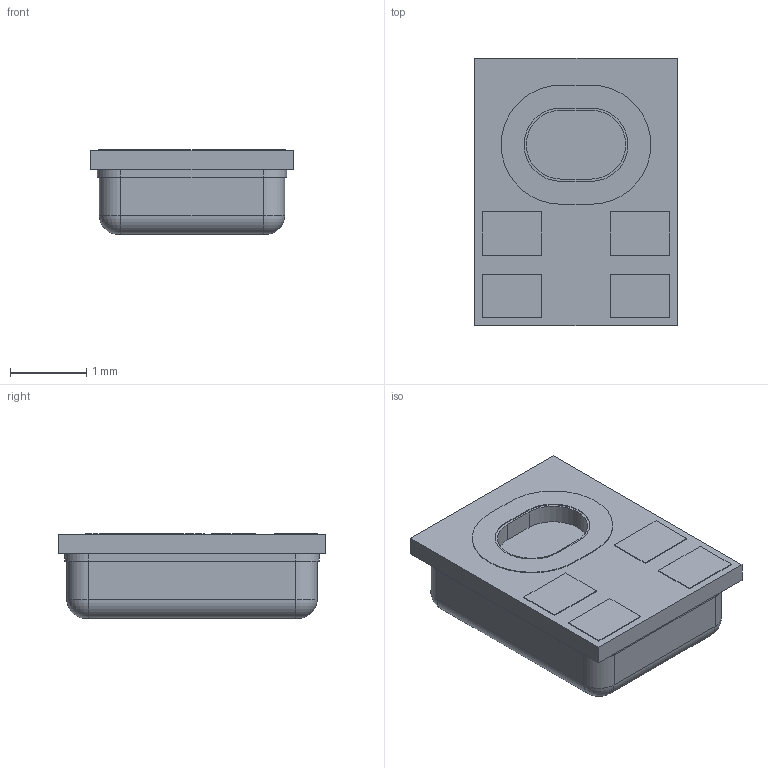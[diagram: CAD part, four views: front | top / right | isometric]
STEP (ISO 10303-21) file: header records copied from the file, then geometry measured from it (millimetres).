
FILE_DESCRIPTION (( 'STEP AP214' ), '1' );
FILE_NAME ('Mic_Assembly_SKR0400-0410.STEP', '2023-08-18T18:28:28', ( '' ), ( '' ), 'SwSTEP 2.0', 'SolidWorks 2022', '' );
FILE_SCHEMA (( 'AUTOMOTIVE_DESIGN' ));
Length unit declared in the file: millimetre
Products named in the file (4): Part2^Mic_Assembly; Mic_Lid; Mic_PCB - LandPattern; Mic_Assembly_SKR0400-0410
Assembly tree (3 placements, depth 2):
  Mic_Assembly_SKR0400-0410
    Mic_Lid
    Mic_PCB - LandPattern
    Part2^Mic_Assembly
Bounding box: 2.65 x 3.5 x 1.11 mm (x, y, z)
Volume: 4.8 mm3; surface area: 59 mm2
Topology: 3 solids, 3 shells, 95 faces, 227 edges, 146 vertices
Faces by surface type: plane 56, cylinder 31, torus 8
Entity records: 3378 total; most frequent: DIRECTION 499, CARTESIAN_POINT 474, ORIENTED_EDGE 454, EDGE_CURVE 227, AXIS2_PLACEMENT_3D 171, VECTOR 157, LINE 157, VERTEX_POINT 146
